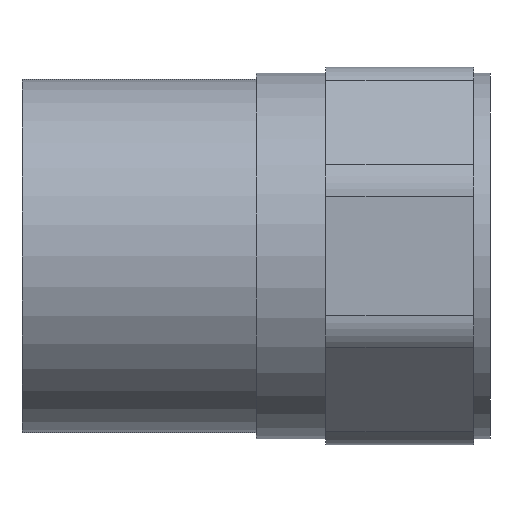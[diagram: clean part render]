
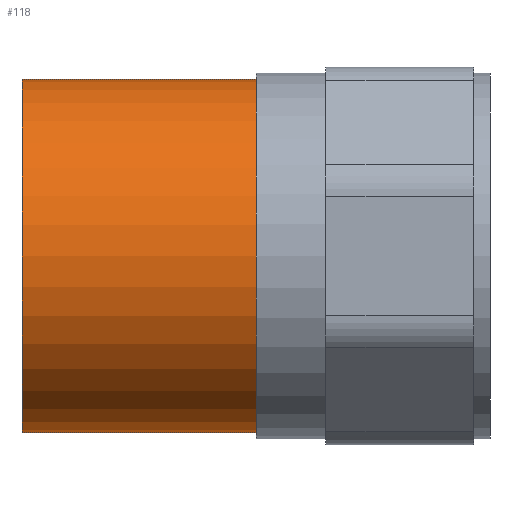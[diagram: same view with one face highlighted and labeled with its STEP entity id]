
A CAD part, front view. The second image highlights one B-rep face of the part: STEP entity #118.
In plain terms, the highlighted cylindrical face has radius 21.5 mm (diameter 43 mm), a full revolution.
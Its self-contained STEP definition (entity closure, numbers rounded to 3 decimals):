
#118 = ADVANCED_FACE( '', ( #245, #246 ), #247, .T. );
#245 = FACE_OUTER_BOUND( '', #364, .T. );
#246 = FACE_OUTER_BOUND( '', #365, .T. );
#247 = CYLINDRICAL_SURFACE( '', #366, 21.5 );
#364 = EDGE_LOOP( '', ( #617 ) );
#365 = EDGE_LOOP( '', ( #618 ) );
#366 = AXIS2_PLACEMENT_3D( '', #619, #620, #621 );
#617 = ORIENTED_EDGE( '', *, *, #684, .T. );
#618 = ORIENTED_EDGE( '', *, *, #695, .F. );
#619 = CARTESIAN_POINT( '', ( 37., 0., 0. ) );
#620 = DIRECTION( '', ( -1., 0., 0. ) );
#621 = DIRECTION( '', ( 0., 0., -1. ) );
#684 = EDGE_CURVE( '', #818, #818, #819, .T. );
#695 = EDGE_CURVE( '', #833, #833, #834, .T. );
#818 = VERTEX_POINT( '', #983 );
#819 = CIRCLE( '', #984, 21.5 );
#833 = VERTEX_POINT( '', #1001 );
#834 = CIRCLE( '', #1002, 21.5 );
#983 = CARTESIAN_POINT( '', ( -20., 0., -21.5 ) );
#984 = AXIS2_PLACEMENT_3D( '', #1125, #1126, #1127 );
#1001 = CARTESIAN_POINT( '', ( 8.5, 0., -21.5 ) );
#1002 = AXIS2_PLACEMENT_3D( '', #1137, #1138, #1139 );
#1125 = CARTESIAN_POINT( '', ( -20., 0., 0. ) );
#1126 = DIRECTION( '', ( 1., 0., 0. ) );
#1127 = DIRECTION( '', ( 0., 0., -1. ) );
#1137 = CARTESIAN_POINT( '', ( 8.5, 0., 0. ) );
#1138 = DIRECTION( '', ( 1., 0., 0. ) );
#1139 = DIRECTION( '', ( 0., 0., -1. ) );
